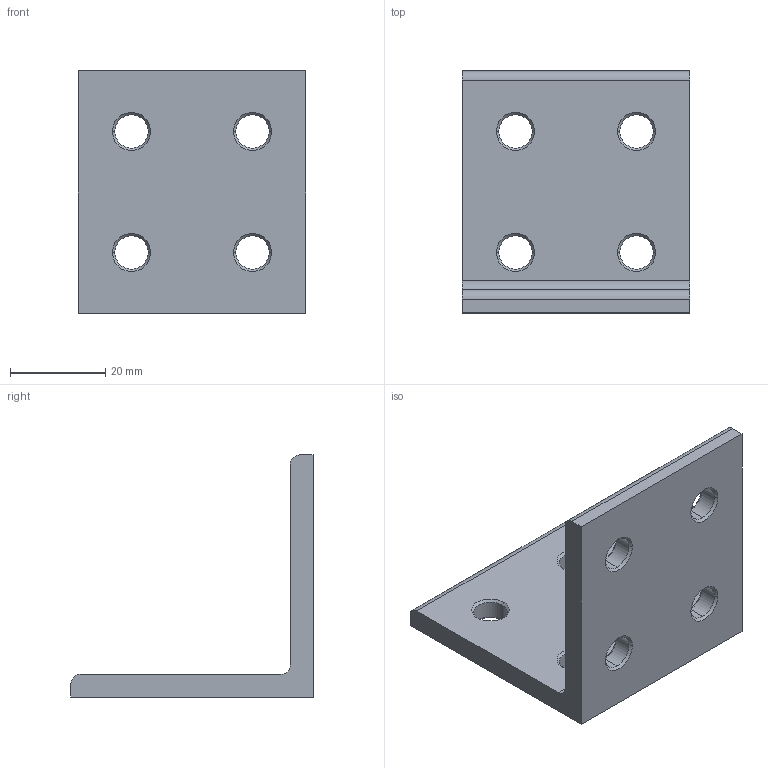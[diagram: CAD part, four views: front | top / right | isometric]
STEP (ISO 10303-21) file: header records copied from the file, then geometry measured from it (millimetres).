
FILE_DESCRIPTION (( 'STEP AP203' ), '1' );
FILE_NAME ('151062-10.step', '2025-04-29T17:04:35', ( '' ), ( '' ), 'SwSTEP 2.0', 'SolidWorks 2024', '' );
FILE_SCHEMA (( 'CONFIG_CONTROL_DESIGN' ));
Length unit declared in the file: inch
Products named in the file (1): 151062-10
Bounding box: 47.75 x 50.8 x 50.8 mm (x, y, z)
Volume: 20469.4 mm3; surface area: 10625.2 mm2
Topology: 1 solids, 1 shells, 59 faces, 149 edges, 92 vertices
Faces by surface type: cone 32, cylinder 19, plane 8
Entity records: 1898 total; most frequent: DIRECTION 349, CARTESIAN_POINT 301, ORIENTED_EDGE 298, EDGE_CURVE 149, AXIS2_PLACEMENT_3D 140, VERTEX_POINT 92, CIRCLE 80, EDGE_LOOP 75
